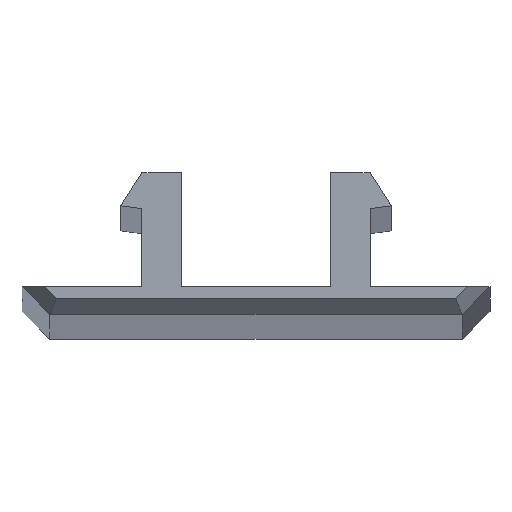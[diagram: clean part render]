
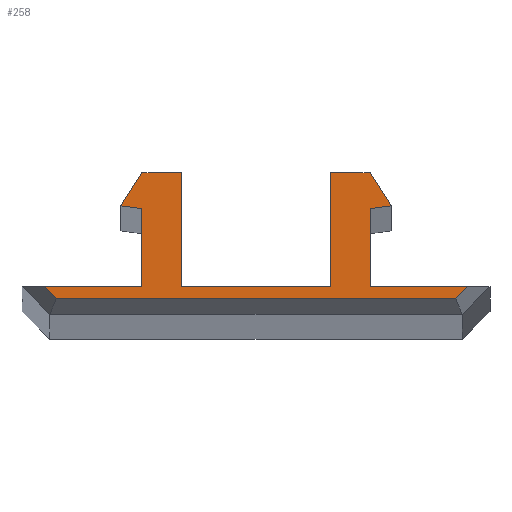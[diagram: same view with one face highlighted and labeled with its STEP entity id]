
A CAD part, top view. The second image highlights one B-rep face of the part: STEP entity #258.
In plain terms, the highlighted planar face has unit normal (0, 0, 1).
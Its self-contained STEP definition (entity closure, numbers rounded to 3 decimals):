
#3 = DIRECTION ( 'NONE',  ( -1., 0., 0. ) ) ;
#24 = VERTEX_POINT ( 'NONE', #352 ) ;
#26 = DIRECTION ( 'NONE',  ( 0.707, -0.707, 0. ) ) ;
#28 = LINE ( 'NONE', #721, #95 ) ;
#32 = PLANE ( 'NONE',  #70 ) ;
#37 = VERTEX_POINT ( 'NONE', #628 ) ;
#39 = CARTESIAN_POINT ( 'NONE',  ( -0.299, 2.268, 365. ) ) ;
#41 = EDGE_CURVE ( 'NONE', #656, #660, #411, .T. ) ;
#43 = CARTESIAN_POINT ( 'NONE',  ( 2.9, 0., 365. ) ) ;
#45 = ORIENTED_EDGE ( 'NONE', *, *, #125, .T. ) ;
#51 = CARTESIAN_POINT ( 'NONE',  ( -2.9, 3.601, 365. ) ) ;
#53 = EDGE_CURVE ( 'NONE', #24, #232, #507, .T. ) ;
#58 = VECTOR ( 'NONE', #732, 1000. ) ;
#68 = DIRECTION ( 'NONE',  ( 0., -1., 0. ) ) ;
#69 = CARTESIAN_POINT ( 'NONE',  ( 1.9, 0., 365. ) ) ;
#70 = AXIS2_PLACEMENT_3D ( 'NONE', #367, #424, #381 ) ;
#76 = LINE ( 'NONE', #636, #207 ) ;
#77 = DIRECTION ( 'NONE',  ( -1., 0., 0. ) ) ;
#84 = CARTESIAN_POINT ( 'NONE',  ( 2.9, 2.689, 365. ) ) ;
#85 = CARTESIAN_POINT ( 'NONE',  ( -2.9, 0.707, 365. ) ) ;
#86 = ORIENTED_EDGE ( 'NONE', *, *, #339, .F. ) ;
#91 = CARTESIAN_POINT ( 'NONE',  ( 0., 3.601, 365. ) ) ;
#92 = DIRECTION ( 'NONE',  ( 0.707, 0.707, 0. ) ) ;
#95 = VECTOR ( 'NONE', #329, 1000. ) ;
#98 = ORIENTED_EDGE ( 'NONE', *, *, #154, .T. ) ;
#100 = LINE ( 'NONE', #496, #729 ) ;
#101 = VERTEX_POINT ( 'NONE', #404 ) ;
#114 = ORIENTED_EDGE ( 'NONE', *, *, #481, .T. ) ;
#116 = CARTESIAN_POINT ( 'NONE',  ( -5.384, 0.707, 365. ) ) ;
#125 = EDGE_CURVE ( 'NONE', #342, #365, #585, .T. ) ;
#129 = DIRECTION ( 'NONE',  ( 1., 0., 0. ) ) ;
#130 = EDGE_CURVE ( 'NONE', #101, #37, #476, .T. ) ;
#131 = VECTOR ( 'NONE', #26, 1000. ) ;
#139 = EDGE_CURVE ( 'NONE', #461, #596, #410, .T. ) ;
#144 = VECTOR ( 'NONE', #654, 1000. ) ;
#146 = FACE_OUTER_BOUND ( 'NONE', #164, .T. ) ;
#154 = EDGE_CURVE ( 'NONE', #683, #534, #76, .T. ) ;
#158 = LINE ( 'NONE', #43, #58 ) ;
#164 = EDGE_LOOP ( 'NONE', ( #348, #114, #98, #211, #45, #439, #740, #270, #390, #543, #713, #454, #86, #512, #386, #517 ) ) ;
#174 = DIRECTION ( 'NONE',  ( 0., 1., 0. ) ) ;
#200 = LINE ( 'NONE', #662, #144 ) ;
#207 = VECTOR ( 'NONE', #298, 1000. ) ;
#211 = ORIENTED_EDGE ( 'NONE', *, *, #581, .T. ) ;
#232 = VERTEX_POINT ( 'NONE', #272 ) ;
#234 = LINE ( 'NONE', #457, #288 ) ;
#243 = CARTESIAN_POINT ( 'NONE',  ( 0., 0.707, 365. ) ) ;
#245 = DIRECTION ( 'NONE',  ( 0., -1., 0. ) ) ;
#255 = VECTOR ( 'NONE', #92, 1000. ) ;
#258 = ADVANCED_FACE ( 'NONE', ( #146 ), #32, .T. ) ;
#270 = ORIENTED_EDGE ( 'NONE', *, *, #714, .T. ) ;
#272 = CARTESIAN_POINT ( 'NONE',  ( -3.438, 2.76, 365. ) ) ;
#274 = VERTEX_POINT ( 'NONE', #599 ) ;
#284 = CARTESIAN_POINT ( 'NONE',  ( 5.384, 0.707, 365. ) ) ;
#287 = EDGE_CURVE ( 'NONE', #660, #37, #200, .T. ) ;
#288 = VECTOR ( 'NONE', #174, 1000. ) ;
#295 = VERTEX_POINT ( 'NONE', #84 ) ;
#298 = DIRECTION ( 'NONE',  ( 1., 0., 0. ) ) ;
#303 = VECTOR ( 'NONE', #68, 1000. ) ;
#323 = CARTESIAN_POINT ( 'NONE',  ( -2.339, -2.339, 365. ) ) ;
#328 = DIRECTION ( 'NONE',  ( 1., 0., 0. ) ) ;
#329 = DIRECTION ( 'NONE',  ( 0.539, 0.842, 0. ) ) ;
#332 = LINE ( 'NONE', #323, #131 ) ;
#339 = EDGE_CURVE ( 'NONE', #686, #101, #720, .T. ) ;
#342 = VERTEX_POINT ( 'NONE', #284 ) ;
#348 = ORIENTED_EDGE ( 'NONE', *, *, #139, .F. ) ;
#349 = VECTOR ( 'NONE', #245, 1000. ) ;
#352 = CARTESIAN_POINT ( 'NONE',  ( -2.9, 2.689, 365. ) ) ;
#365 = VERTEX_POINT ( 'NONE', #619 ) ;
#367 = CARTESIAN_POINT ( 'NONE',  ( 0., 0., 365. ) ) ;
#381 = DIRECTION ( 'NONE',  ( 1., 0., 0. ) ) ;
#385 = LINE ( 'NONE', #39, #431 ) ;
#386 = ORIENTED_EDGE ( 'NONE', *, *, #53, .F. ) ;
#390 = ORIENTED_EDGE ( 'NONE', *, *, #590, .T. ) ;
#393 = CARTESIAN_POINT ( 'NONE',  ( -5.077, 0.4, 365. ) ) ;
#404 = CARTESIAN_POINT ( 'NONE',  ( -1.9, 3.601, 365. ) ) ;
#410 = LINE ( 'NONE', #640, #691 ) ;
#411 = LINE ( 'NONE', #69, #349 ) ;
#421 = LINE ( 'NONE', #545, #716 ) ;
#424 = DIRECTION ( 'NONE',  ( 0., 0., 1. ) ) ;
#431 = VECTOR ( 'NONE', #498, 1000. ) ;
#439 = ORIENTED_EDGE ( 'NONE', *, *, #674, .T. ) ;
#440 = DIRECTION ( 'NONE',  ( -0.539, 0.842, 0. ) ) ;
#448 = EDGE_CURVE ( 'NONE', #596, #24, #234, .T. ) ;
#450 = CARTESIAN_POINT ( 'NONE',  ( 1.9, 0.707, 365. ) ) ;
#454 = ORIENTED_EDGE ( 'NONE', *, *, #130, .F. ) ;
#457 = CARTESIAN_POINT ( 'NONE',  ( -2.9, 0., 365. ) ) ;
#461 = VERTEX_POINT ( 'NONE', #116 ) ;
#476 = LINE ( 'NONE', #591, #303 ) ;
#481 = EDGE_CURVE ( 'NONE', #461, #683, #332, .T. ) ;
#485 = VERTEX_POINT ( 'NONE', #552 ) ;
#489 = LINE ( 'NONE', #542, #255 ) ;
#492 = CARTESIAN_POINT ( 'NONE',  ( 5.077, 0.4, 365. ) ) ;
#496 = CARTESIAN_POINT ( 'NONE',  ( 3.692, 2.362, 365. ) ) ;
#498 = DIRECTION ( 'NONE',  ( 0.991, 0.131, 0. ) ) ;
#507 = LINE ( 'NONE', #737, #610 ) ;
#512 = ORIENTED_EDGE ( 'NONE', *, *, #514, .F. ) ;
#514 = EDGE_CURVE ( 'NONE', #232, #686, #28, .T. ) ;
#517 = ORIENTED_EDGE ( 'NONE', *, *, #448, .F. ) ;
#534 = VERTEX_POINT ( 'NONE', #492 ) ;
#542 = CARTESIAN_POINT ( 'NONE',  ( 2.339, -2.339, 365. ) ) ;
#543 = ORIENTED_EDGE ( 'NONE', *, *, #41, .T. ) ;
#545 = CARTESIAN_POINT ( 'NONE',  ( 0., 3.601, 365. ) ) ;
#552 = CARTESIAN_POINT ( 'NONE',  ( 2.9, 3.601, 365. ) ) ;
#581 = EDGE_CURVE ( 'NONE', #534, #342, #489, .T. ) ;
#585 = LINE ( 'NONE', #243, #690 ) ;
#590 = EDGE_CURVE ( 'NONE', #485, #656, #421, .T. ) ;
#591 = CARTESIAN_POINT ( 'NONE',  ( -1.9, 0., 365. ) ) ;
#596 = VERTEX_POINT ( 'NONE', #85 ) ;
#599 = CARTESIAN_POINT ( 'NONE',  ( 3.438, 2.76, 365. ) ) ;
#610 = VECTOR ( 'NONE', #627, 1000. ) ;
#619 = CARTESIAN_POINT ( 'NONE',  ( 2.9, 0.707, 365. ) ) ;
#627 = DIRECTION ( 'NONE',  ( -0.991, 0.131, 0. ) ) ;
#628 = CARTESIAN_POINT ( 'NONE',  ( -1.9, 0.707, 365. ) ) ;
#636 = CARTESIAN_POINT ( 'NONE',  ( 5.243, 0.4, 365. ) ) ;
#640 = CARTESIAN_POINT ( 'NONE',  ( 0., 0.707, 365. ) ) ;
#654 = DIRECTION ( 'NONE',  ( -1., 0., 0. ) ) ;
#656 = VERTEX_POINT ( 'NONE', #670 ) ;
#660 = VERTEX_POINT ( 'NONE', #450 ) ;
#662 = CARTESIAN_POINT ( 'NONE',  ( 0., 0.707, 365. ) ) ;
#670 = CARTESIAN_POINT ( 'NONE',  ( 1.9, 3.601, 365. ) ) ;
#674 = EDGE_CURVE ( 'NONE', #365, #295, #158, .T. ) ;
#683 = VERTEX_POINT ( 'NONE', #393 ) ;
#686 = VERTEX_POINT ( 'NONE', #51 ) ;
#690 = VECTOR ( 'NONE', #3, 1000. ) ;
#691 = VECTOR ( 'NONE', #129, 1000. ) ;
#713 = ORIENTED_EDGE ( 'NONE', *, *, #287, .T. ) ;
#714 = EDGE_CURVE ( 'NONE', #274, #485, #100, .T. ) ;
#716 = VECTOR ( 'NONE', #77, 1000. ) ;
#720 = LINE ( 'NONE', #91, #727 ) ;
#721 = CARTESIAN_POINT ( 'NONE',  ( -3.692, 2.362, 365. ) ) ;
#727 = VECTOR ( 'NONE', #328, 1000. ) ;
#729 = VECTOR ( 'NONE', #440, 1000. ) ;
#732 = DIRECTION ( 'NONE',  ( 0., 1., 0. ) ) ;
#734 = EDGE_CURVE ( 'NONE', #295, #274, #385, .T. ) ;
#737 = CARTESIAN_POINT ( 'NONE',  ( 0.299, 2.268, 365. ) ) ;
#740 = ORIENTED_EDGE ( 'NONE', *, *, #734, .T. ) ;
